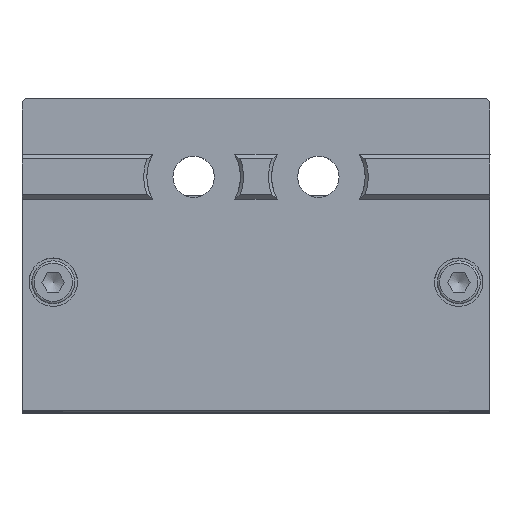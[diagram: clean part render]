
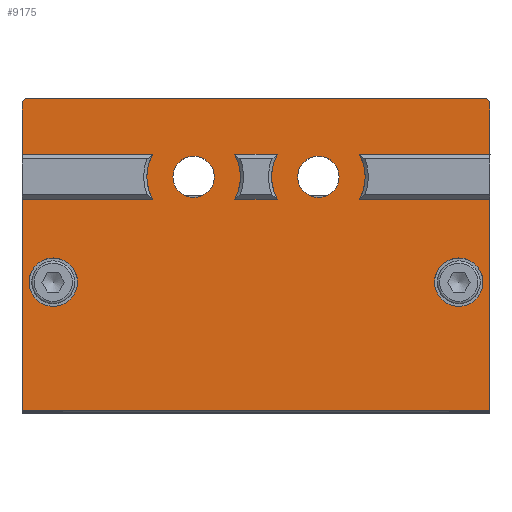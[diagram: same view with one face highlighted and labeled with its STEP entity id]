
A CAD part, top view. The second image highlights one B-rep face of the part: STEP entity #9175.
In plain terms, the highlighted face is planar.
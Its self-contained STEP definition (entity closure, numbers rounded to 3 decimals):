
#510=FACE_BOUND('',#1845,.T.);
#511=FACE_BOUND('',#1846,.T.);
#512=FACE_BOUND('',#1847,.T.);
#513=FACE_BOUND('',#1848,.T.);
#514=FACE_BOUND('',#1849,.T.);
#794=PLANE('',#10005);
#1269=FACE_OUTER_BOUND('',#1844,.T.);
#1844=EDGE_LOOP('',(#7815,#7816,#7817,#7818,#7819,#7820,#7821,#7822,#7823,
#7824,#7825,#7826,#7827,#7828));
#1845=EDGE_LOOP('',(#7829,#7830,#7831,#7832));
#1846=EDGE_LOOP('',(#7833));
#1847=EDGE_LOOP('',(#7834));
#1848=EDGE_LOOP('',(#7835));
#1849=EDGE_LOOP('',(#7836));
#2623=LINE('',#14504,#3383);
#2629=LINE('',#14516,#3389);
#2651=LINE('',#14565,#3411);
#2657=LINE('',#14577,#3417);
#2664=LINE('',#14590,#3424);
#2680=LINE('',#14637,#3440);
#2682=LINE('',#14643,#3442);
#2683=LINE('',#14646,#3443);
#2684=LINE('',#14648,#3444);
#2685=LINE('',#14649,#3445);
#2686=LINE('',#14651,#3446);
#2687=LINE('',#14654,#3447);
#2688=LINE('',#14659,#3448);
#2689=LINE('',#14662,#3449);
#3383=VECTOR('',#11982,10.);
#3389=VECTOR('',#11988,10.);
#3411=VECTOR('',#12024,10.);
#3417=VECTOR('',#12030,10.);
#3424=VECTOR('',#12039,10.);
#3440=VECTOR('',#12079,10.);
#3442=VECTOR('',#12087,10.);
#3443=VECTOR('',#12090,10.);
#3444=VECTOR('',#12091,10.);
#3445=VECTOR('',#12092,10.);
#3446=VECTOR('',#12093,10.);
#3447=VECTOR('',#12096,10.);
#3448=VECTOR('',#12099,10.);
#3449=VECTOR('',#12102,10.);
#3763=CIRCLE('',#10003,6.);
#3764=CIRCLE('',#10006,6.);
#3765=CIRCLE('',#10007,6.);
#3766=CIRCLE('',#10008,6.);
#3767=CIRCLE('',#10009,3.1);
#3768=CIRCLE('',#10010,3.1);
#3769=CIRCLE('',#10011,2.65);
#3770=CIRCLE('',#10012,2.65);
#4407=VERTEX_POINT('',#14501);
#4408=VERTEX_POINT('',#14503);
#4413=VERTEX_POINT('',#14513);
#4414=VERTEX_POINT('',#14515);
#4433=VERTEX_POINT('',#14562);
#4434=VERTEX_POINT('',#14564);
#4439=VERTEX_POINT('',#14574);
#4440=VERTEX_POINT('',#14576);
#4458=VERTEX_POINT('',#14635);
#4459=VERTEX_POINT('',#14639);
#4460=VERTEX_POINT('',#14645);
#4461=VERTEX_POINT('',#14647);
#4462=VERTEX_POINT('',#14650);
#4463=VERTEX_POINT('',#14652);
#4464=VERTEX_POINT('',#14655);
#4465=VERTEX_POINT('',#14656);
#4466=VERTEX_POINT('',#14658);
#4467=VERTEX_POINT('',#14660);
#4468=VERTEX_POINT('',#14663);
#4469=VERTEX_POINT('',#14665);
#4470=VERTEX_POINT('',#14667);
#4471=VERTEX_POINT('',#14669);
#5567=EDGE_CURVE('',#4408,#4407,#2623,.T.);
#5573=EDGE_CURVE('',#4414,#4413,#2629,.T.);
#5597=EDGE_CURVE('',#4434,#4433,#2651,.T.);
#5603=EDGE_CURVE('',#4439,#4440,#2657,.T.);
#5610=EDGE_CURVE('',#4414,#4433,#2664,.T.);
#5632=EDGE_CURVE('',#4458,#4408,#2680,.T.);
#5633=EDGE_CURVE('',#4459,#4458,#3763,.T.);
#5635=EDGE_CURVE('',#4413,#4459,#2682,.T.);
#5636=EDGE_CURVE('',#4460,#4407,#2683,.T.);
#5637=EDGE_CURVE('',#4460,#4461,#2684,.F.);
#5638=EDGE_CURVE('',#4440,#4461,#2685,.T.);
#5639=EDGE_CURVE('',#4439,#4462,#2686,.T.);
#5640=EDGE_CURVE('',#4462,#4463,#3764,.T.);
#5641=EDGE_CURVE('',#4463,#4434,#2687,.T.);
#5642=EDGE_CURVE('',#4464,#4465,#3765,.T.);
#5643=EDGE_CURVE('',#4465,#4466,#2688,.T.);
#5644=EDGE_CURVE('',#4466,#4467,#3766,.T.);
#5645=EDGE_CURVE('',#4467,#4464,#2689,.T.);
#5646=EDGE_CURVE('',#4468,#4468,#3767,.T.);
#5647=EDGE_CURVE('',#4469,#4469,#3768,.T.);
#5648=EDGE_CURVE('',#4470,#4470,#3769,.T.);
#5649=EDGE_CURVE('',#4471,#4471,#3770,.T.);
#7815=ORIENTED_EDGE('',*,*,#5635,.T.);
#7816=ORIENTED_EDGE('',*,*,#5633,.T.);
#7817=ORIENTED_EDGE('',*,*,#5632,.T.);
#7818=ORIENTED_EDGE('',*,*,#5567,.T.);
#7819=ORIENTED_EDGE('',*,*,#5636,.F.);
#7820=ORIENTED_EDGE('',*,*,#5637,.T.);
#7821=ORIENTED_EDGE('',*,*,#5638,.F.);
#7822=ORIENTED_EDGE('',*,*,#5603,.F.);
#7823=ORIENTED_EDGE('',*,*,#5639,.T.);
#7824=ORIENTED_EDGE('',*,*,#5640,.T.);
#7825=ORIENTED_EDGE('',*,*,#5641,.T.);
#7826=ORIENTED_EDGE('',*,*,#5597,.T.);
#7827=ORIENTED_EDGE('',*,*,#5610,.F.);
#7828=ORIENTED_EDGE('',*,*,#5573,.T.);
#7829=ORIENTED_EDGE('',*,*,#5642,.T.);
#7830=ORIENTED_EDGE('',*,*,#5643,.T.);
#7831=ORIENTED_EDGE('',*,*,#5644,.T.);
#7832=ORIENTED_EDGE('',*,*,#5645,.T.);
#7833=ORIENTED_EDGE('',*,*,#5646,.T.);
#7834=ORIENTED_EDGE('',*,*,#5647,.T.);
#7835=ORIENTED_EDGE('',*,*,#5648,.F.);
#7836=ORIENTED_EDGE('',*,*,#5649,.F.);
#9175=ADVANCED_FACE('',(#1269,#510,#511,#512,#513,#514),#794,.T.);
#10003=AXIS2_PLACEMENT_3D('',#14640,#12082,#12083);
#10005=AXIS2_PLACEMENT_3D('',#14644,#12088,#12089);
#10006=AXIS2_PLACEMENT_3D('',#14653,#12094,#12095);
#10007=AXIS2_PLACEMENT_3D('',#14657,#12097,#12098);
#10008=AXIS2_PLACEMENT_3D('',#14661,#12100,#12101);
#10009=AXIS2_PLACEMENT_3D('',#14664,#12103,#12104);
#10010=AXIS2_PLACEMENT_3D('',#14666,#12105,#12106);
#10011=AXIS2_PLACEMENT_3D('',#14668,#12107,#12108);
#10012=AXIS2_PLACEMENT_3D('',#14670,#12109,#12110);
#11982=DIRECTION('',(0.,0.,1.));
#11988=DIRECTION('',(0.,0.,1.));
#12024=DIRECTION('',(0.,0.,-1.));
#12030=DIRECTION('',(0.,0.,1.));
#12039=DIRECTION('',(-1.,0.,0.));
#12079=DIRECTION('',(1.,0.,0.));
#12082=DIRECTION('center_axis',(0.,-1.,
0.));
#12083=DIRECTION('ref_axis',(0.,0.,
-1.));
#12087=DIRECTION('',(-1.,0.,0.));
#12088=DIRECTION('center_axis',(0.,-1.,
0.));
#12089=DIRECTION('ref_axis',(0.,0.,
1.));
#12090=DIRECTION('',(0.707,0.,-0.707));
#12091=DIRECTION('',(1.,0.,0.));
#12092=DIRECTION('',(0.707,0.,0.707));
#12093=DIRECTION('',(1.,0.,0.));
#12094=DIRECTION('center_axis',(0.,-1.,
0.));
#12095=DIRECTION('ref_axis',(0.,0.,
-1.));
#12096=DIRECTION('',(-1.,0.,0.));
#12097=DIRECTION('center_axis',(0.,-1.,
0.));
#12098=DIRECTION('ref_axis',(0.,0.,
-1.));
#12099=DIRECTION('',(-1.,0.,0.));
#12100=DIRECTION('center_axis',(0.,-1.,
0.));
#12101=DIRECTION('ref_axis',(0.,0.,
-1.));
#12102=DIRECTION('',(1.,0.,0.));
#12103=DIRECTION('center_axis',(0.,1.,0.));
#12104=DIRECTION('ref_axis',(1.,0.,0.));
#12105=DIRECTION('center_axis',(0.,1.,0.));
#12106=DIRECTION('ref_axis',(1.,0.,0.));
#12107=DIRECTION('center_axis',(0.,-1.,
0.));
#12108=DIRECTION('ref_axis',(1.,0.,0.));
#12109=DIRECTION('center_axis',(0.,-1.,
0.));
#12110=DIRECTION('ref_axis',(-1.,0.,0.));
#14501=CARTESIAN_POINT('',(30.001,-180.001,24.6));
#14503=CARTESIAN_POINT('',(30.001,-180.001,17.9));
#14504=CARTESIAN_POINT('',(30.001,-180.001,-2.45));
#14513=CARTESIAN_POINT('',(30.001,-180.001,12.1));
#14515=CARTESIAN_POINT('',(30.001,-180.001,-15.));
#14516=CARTESIAN_POINT('',(30.001,-180.001,4.));
#14562=CARTESIAN_POINT('',(-29.999,-180.001,-15.));
#14564=CARTESIAN_POINT('',(-29.999,-180.001,12.1));
#14565=CARTESIAN_POINT('',(-29.999,-180.001,-6.45));
#14574=CARTESIAN_POINT('',(-29.999,-180.001,17.9));
#14576=CARTESIAN_POINT('',(-29.999,-180.001,24.6));
#14577=CARTESIAN_POINT('',(-29.999,-180.001,-6.45));
#14590=CARTESIAN_POINT('',(0.994,-180.001,-15.));
#14635=CARTESIAN_POINT('',(13.249,-180.001,17.9));
#14637=CARTESIAN_POINT('',(40.001,-180.001,17.9));
#14639=CARTESIAN_POINT('',(13.249,-180.001,12.1));
#14640=CARTESIAN_POINT('Origin',(7.997,-180.001,15.));
#14643=CARTESIAN_POINT('',(40.001,-180.001,12.1));
#14644=CARTESIAN_POINT('Origin',(1.986,-180.001,-7.9));
#14645=CARTESIAN_POINT('',(29.601,-180.001,25.));
#14646=CARTESIAN_POINT('',(31.022,-180.001,23.579));
#14647=CARTESIAN_POINT('',(-29.599,-180.001,25.));
#14648=CARTESIAN_POINT('',(21.346,-180.001,25.));
#14649=CARTESIAN_POINT('',(-30.028,-180.001,24.571));
#14650=CARTESIAN_POINT('',(-13.247,-180.001,17.9));
#14651=CARTESIAN_POINT('',(40.001,-180.001,17.9));
#14652=CARTESIAN_POINT('',(-13.247,-180.001,12.1));
#14653=CARTESIAN_POINT('Origin',(-7.995,-180.001,15.));
#14654=CARTESIAN_POINT('',(40.001,-180.001,12.1));
#14655=CARTESIAN_POINT('',(2.744,-180.001,17.9));
#14656=CARTESIAN_POINT('',(2.744,-180.001,12.1));
#14657=CARTESIAN_POINT('Origin',(7.997,-180.001,15.));
#14658=CARTESIAN_POINT('',(-2.742,-180.001,12.1));
#14659=CARTESIAN_POINT('',(40.001,-180.001,12.1));
#14660=CARTESIAN_POINT('',(-2.742,-180.001,17.9));
#14661=CARTESIAN_POINT('Origin',(-7.995,-180.001,15.));
#14662=CARTESIAN_POINT('',(40.001,-180.001,17.9));
#14663=CARTESIAN_POINT('',(22.901,-180.001,1.5));
#14664=CARTESIAN_POINT('Origin',(26.001,-180.001,1.5));
#14665=CARTESIAN_POINT('',(-29.099,-180.001,1.5));
#14666=CARTESIAN_POINT('Origin',(-25.999,-180.001,1.5));
#14667=CARTESIAN_POINT('',(5.347,-180.001,15.));
#14668=CARTESIAN_POINT('Origin',(7.997,-180.001,15.));
#14669=CARTESIAN_POINT('',(-5.345,-180.001,15.));
#14670=CARTESIAN_POINT('Origin',(-7.995,-180.001,15.));
